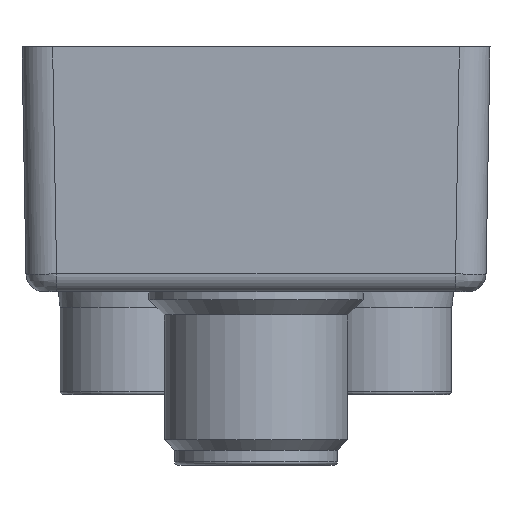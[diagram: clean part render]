
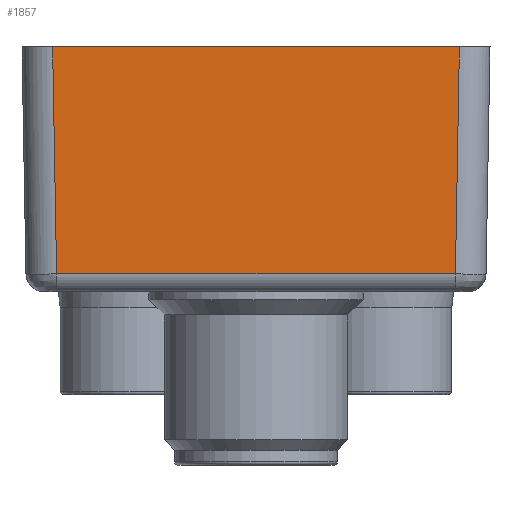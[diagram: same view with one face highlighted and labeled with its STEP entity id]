
A CAD part, front view. The second image highlights one B-rep face of the part: STEP entity #1857.
In plain terms, the highlighted planar face has unit normal (0, -1, -0.018).
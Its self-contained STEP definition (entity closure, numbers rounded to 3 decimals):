
#396=PLANE('',#12143);
#1021=FACE_OUTER_BOUND('',#3410,.T.);
#1857=ADVANCED_FACE('',(#1021),#396,.F.);
#3410=EDGE_LOOP('',(#7730,#7731,#7732,#7733));
#4250=LINE('',#30389,#4878);
#4268=LINE('',#30584,#4896);
#4270=LINE('',#30587,#4898);
#4271=LINE('',#30589,#4899);
#4878=VECTOR('',#15044,1.);
#4896=VECTOR('',#15140,1.);
#4898=VECTOR('',#15144,1.);
#4899=VECTOR('',#15145,1.);
#7730=ORIENTED_EDGE('',*,*,#10347,.T.);
#7731=ORIENTED_EDGE('',*,*,#10391,.T.);
#7732=ORIENTED_EDGE('',*,*,#10393,.T.);
#7733=ORIENTED_EDGE('',*,*,#10394,.T.);
#8879=VERTEX_POINT('',#30367);
#8883=VERTEX_POINT('',#30390);
#8910=VERTEX_POINT('',#30582);
#8912=VERTEX_POINT('',#30588);
#10347=EDGE_CURVE('',#8883,#8879,#4250,.T.);
#10391=EDGE_CURVE('',#8879,#8910,#4268,.T.);
#10393=EDGE_CURVE('',#8910,#8912,#4270,.T.);
#10394=EDGE_CURVE('',#8912,#8883,#4271,.T.);
#12143=AXIS2_PLACEMENT_3D('',#30590,#15146,#15147);
#15044=DIRECTION('',(1.,0.,0.));
#15140=DIRECTION('',(0.017,-0.017,1.));
#15144=DIRECTION('',(-1.,0.,0.));
#15145=DIRECTION('',(0.017,0.017,-1.));
#15146=DIRECTION('',(0.,1.,0.017));
#15147=DIRECTION('',(0.,-0.017,1.));
#30367=CARTESIAN_POINT('',(-1.979,2.38,1.179));
#30389=CARTESIAN_POINT('',(0.,2.38,1.179));
#30390=CARTESIAN_POINT('',(-28.021,2.38,1.179));
#30582=CARTESIAN_POINT('',(-1.72,2.121,16.));
#30584=CARTESIAN_POINT('',(-1.998,2.399,0.077));
#30587=CARTESIAN_POINT('',(0.,2.121,16.));
#30588=CARTESIAN_POINT('',(-28.28,2.121,16.));
#30589=CARTESIAN_POINT('',(-27.993,2.408,-0.447));
#30590=CARTESIAN_POINT('',(0.,2.4,0.042));
